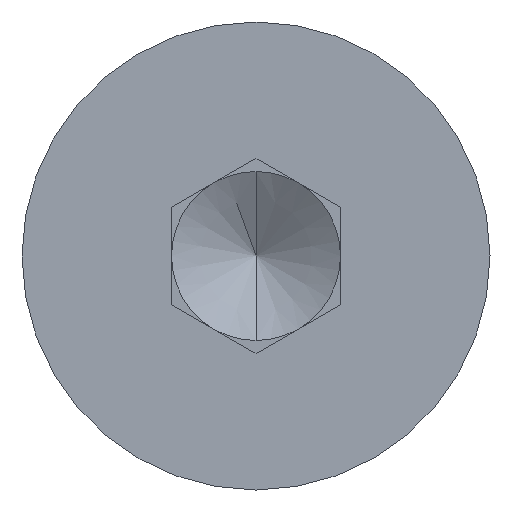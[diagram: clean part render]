
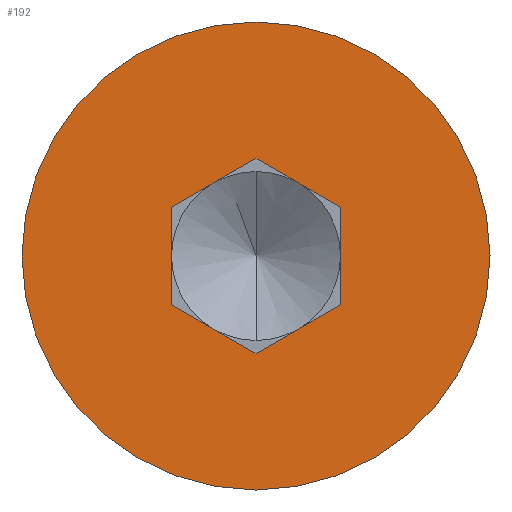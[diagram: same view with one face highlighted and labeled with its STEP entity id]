
A CAD part, left-side view. The second image highlights one B-rep face of the part: STEP entity #192.
In plain terms, the highlighted planar face has unit normal (-1, 0, 0).
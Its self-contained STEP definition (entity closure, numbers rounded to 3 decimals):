
#9 = DIRECTION ( 'NONE',  ( 0., 0., -1. ) ) ;
#15 = CARTESIAN_POINT ( 'NONE',  ( 0., -1., 0.577 ) ) ;
#16 = ORIENTED_EDGE ( 'NONE', *, *, #525, .T. ) ;
#21 = DIRECTION ( 'NONE',  ( 1., 0., 0. ) ) ;
#26 = VERTEX_POINT ( 'NONE', #647 ) ;
#40 = CARTESIAN_POINT ( 'NONE',  ( 0., 0., -1.155 ) ) ;
#46 = ORIENTED_EDGE ( 'NONE', *, *, #531, .T. ) ;
#78 = CARTESIAN_POINT ( 'NONE',  ( 0., 0., 0. ) ) ;
#85 = CARTESIAN_POINT ( 'NONE',  ( 0., -1., -0.577 ) ) ;
#87 = LINE ( 'NONE', #234, #352 ) ;
#91 = FACE_OUTER_BOUND ( 'NONE', #685, .T. ) ;
#105 = VERTEX_POINT ( 'NONE', #40 ) ;
#116 = VERTEX_POINT ( 'NONE', #303 ) ;
#134 = VERTEX_POINT ( 'NONE', #85 ) ;
#136 = VERTEX_POINT ( 'NONE', #189 ) ;
#167 = ORIENTED_EDGE ( 'NONE', *, *, #535, .T. ) ;
#183 = VERTEX_POINT ( 'NONE', #346 ) ;
#187 = DIRECTION ( 'NONE',  ( 0., -0.866, 0.5 ) ) ;
#189 = CARTESIAN_POINT ( 'NONE',  ( 0., 1., 0.577 ) ) ;
#192 = ADVANCED_FACE ( 'NONE', ( #91, #459 ), #339, .F. ) ;
#198 = ORIENTED_EDGE ( 'NONE', *, *, #528, .T. ) ;
#201 = ORIENTED_EDGE ( 'NONE', *, *, #524, .T. ) ;
#222 = VECTOR ( 'NONE', #625, 1000. ) ;
#234 = CARTESIAN_POINT ( 'NONE',  ( 0., 1., -0.577 ) ) ;
#249 = DIRECTION ( 'NONE',  ( -1., 0., 0. ) ) ;
#250 = EDGE_LOOP ( 'NONE', ( #16, #432, #198, #46, #501, #201 ) ) ;
#253 = VECTOR ( 'NONE', #581, 1000. ) ;
#272 = CARTESIAN_POINT ( 'NONE',  ( 0., 0., -1.155 ) ) ;
#280 = DIRECTION ( 'NONE',  ( 0., 0., 1. ) ) ;
#303 = CARTESIAN_POINT ( 'NONE',  ( 0., 1., -0.577 ) ) ;
#331 = DIRECTION ( 'NONE',  ( -1., 0., 0. ) ) ;
#338 = CARTESIAN_POINT ( 'NONE',  ( 0., 0., 1.155 ) ) ;
#339 = PLANE ( 'NONE',  #479 ) ;
#340 = AXIS2_PLACEMENT_3D ( 'NONE', #594, #249, #639 ) ;
#346 = CARTESIAN_POINT ( 'NONE',  ( 0., -1., 0.577 ) ) ;
#352 = VECTOR ( 'NONE', #280, 1000. ) ;
#359 = AXIS2_PLACEMENT_3D ( 'NONE', #660, #331, #9 ) ;
#369 = LINE ( 'NONE', #520, #643 ) ;
#409 = DIRECTION ( 'NONE',  ( 0., -0.866, -0.5 ) ) ;
#413 = ORIENTED_EDGE ( 'NONE', *, *, #510, .T. ) ;
#429 = CIRCLE ( 'NONE', #359, 2.77 ) ;
#432 = ORIENTED_EDGE ( 'NONE', *, *, #512, .T. ) ;
#452 = VECTOR ( 'NONE', #409, 1000. ) ;
#459 = FACE_BOUND ( 'NONE', #250, .T. ) ;
#468 = VERTEX_POINT ( 'NONE', #656 ) ;
#479 = AXIS2_PLACEMENT_3D ( 'NONE', #78, #21, #672 ) ;
#488 = CIRCLE ( 'NONE', #340, 2.77 ) ;
#501 = ORIENTED_EDGE ( 'NONE', *, *, #533, .T. ) ;
#510 = EDGE_CURVE ( 'NONE', #26, #674, #429, .T. ) ;
#511 = VECTOR ( 'NONE', #187, 1000. ) ;
#512 = EDGE_CURVE ( 'NONE', #105, #116, #571, .T. ) ;
#520 = CARTESIAN_POINT ( 'NONE',  ( 0., -1., -0.577 ) ) ;
#523 = CARTESIAN_POINT ( 'NONE',  ( 0., 1., 0.577 ) ) ;
#524 = EDGE_CURVE ( 'NONE', #183, #134, #551, .T. ) ;
#525 = EDGE_CURVE ( 'NONE', #134, #105, #369, .T. ) ;
#528 = EDGE_CURVE ( 'NONE', #116, #136, #87, .T. ) ;
#531 = EDGE_CURVE ( 'NONE', #136, #468, #635, .T. ) ;
#532 = LINE ( 'NONE', #338, #452 ) ;
#533 = EDGE_CURVE ( 'NONE', #468, #183, #532, .T. ) ;
#535 = EDGE_CURVE ( 'NONE', #674, #26, #488, .T. ) ;
#551 = LINE ( 'NONE', #15, #222 ) ;
#571 = LINE ( 'NONE', #272, #253 ) ;
#581 = DIRECTION ( 'NONE',  ( 0., 0.866, 0.5 ) ) ;
#586 = DIRECTION ( 'NONE',  ( 0., 0.866, -0.5 ) ) ;
#594 = CARTESIAN_POINT ( 'NONE',  ( 0., 0., 0. ) ) ;
#625 = DIRECTION ( 'NONE',  ( 0., 0., -1. ) ) ;
#635 = LINE ( 'NONE', #523, #511 ) ;
#639 = DIRECTION ( 'NONE',  ( 0., 0., -1. ) ) ;
#643 = VECTOR ( 'NONE', #586, 1000. ) ;
#647 = CARTESIAN_POINT ( 'NONE',  ( 0., 0., -2.77 ) ) ;
#656 = CARTESIAN_POINT ( 'NONE',  ( 0., 0., 1.155 ) ) ;
#660 = CARTESIAN_POINT ( 'NONE',  ( 0., 0., 0. ) ) ;
#672 = DIRECTION ( 'NONE',  ( 0., 0., 1. ) ) ;
#674 = VERTEX_POINT ( 'NONE', #689 ) ;
#685 = EDGE_LOOP ( 'NONE', ( #413, #167 ) ) ;
#689 = CARTESIAN_POINT ( 'NONE',  ( 0., 0., 2.77 ) ) ;
